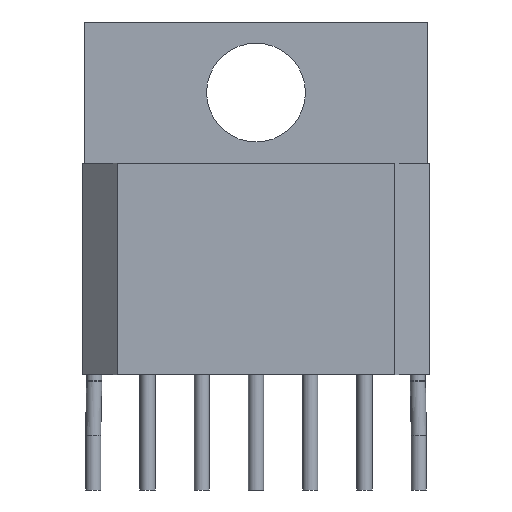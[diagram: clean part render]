
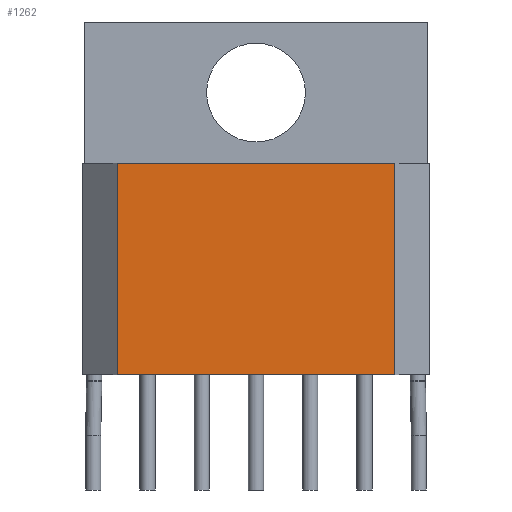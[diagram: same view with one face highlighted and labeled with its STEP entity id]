
A CAD part, front view. The second image highlights one B-rep face of the part: STEP entity #1262.
In plain terms, the highlighted planar face has unit normal (0, -1, 0).
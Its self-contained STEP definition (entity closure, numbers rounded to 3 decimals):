
#1204=CARTESIAN_POINT('',(14.122,-1.651,0.0));
#1203=VERTEX_POINT('',#1204);
#1214=CARTESIAN_POINT('',(1.118,-1.651,0.0));
#1213=VERTEX_POINT('',#1214);
#1212=EDGE_CURVE('',#1213,#1203,#1217,.T.);
#1217=LINE('',#1214,#1219);
#1219=VECTOR('',#1220,13.005);
#1220=DIRECTION('',(1.0,0.0,0.0));
#1262=ADVANCED_FACE('',(#1268),#1263,.T.);
#1263=PLANE('',#1264);
#1264=AXIS2_PLACEMENT_3D('',#1265,#1266,#1267);
#1265=CARTESIAN_POINT('',(1.118,-1.651,0.0));
#1266=DIRECTION('',(0.0,-1.0,0.0));
#1267=DIRECTION('',(0.,0.,1.));
#1268=FACE_OUTER_BOUND('',#1269,.T.);
#1269=EDGE_LOOP('',(#1270,#1280,#1290,#1300));
#1270=ORIENTED_EDGE('',*,*,#1212,.T.);
#1283=CARTESIAN_POINT('',(14.122,-1.651,9.906));
#1282=VERTEX_POINT('',#1283);
#1281=EDGE_CURVE('',#1282,#1203,#1286,.T.);
#1286=LINE('',#1283,#1288);
#1288=VECTOR('',#1289,9.906);
#1289=DIRECTION('',(0.0,0.0,-1.0));
#1280=ORIENTED_EDGE('',*,*,#1281,.F.);
#1293=CARTESIAN_POINT('',(1.118,-1.651,9.906));
#1292=VERTEX_POINT('',#1293);
#1291=EDGE_CURVE('',#1292,#1282,#1296,.T.);
#1296=LINE('',#1293,#1298);
#1298=VECTOR('',#1299,13.005);
#1299=DIRECTION('',(1.0,0.0,0.0));
#1290=ORIENTED_EDGE('',*,*,#1291,.F.);
#1301=EDGE_CURVE('',#1213,#1292,#1306,.T.);
#1306=LINE('',#1214,#1308);
#1308=VECTOR('',#1309,9.906);
#1309=DIRECTION('',(0.0,0.0,1.0));
#1300=ORIENTED_EDGE('',*,*,#1301,.F.);
